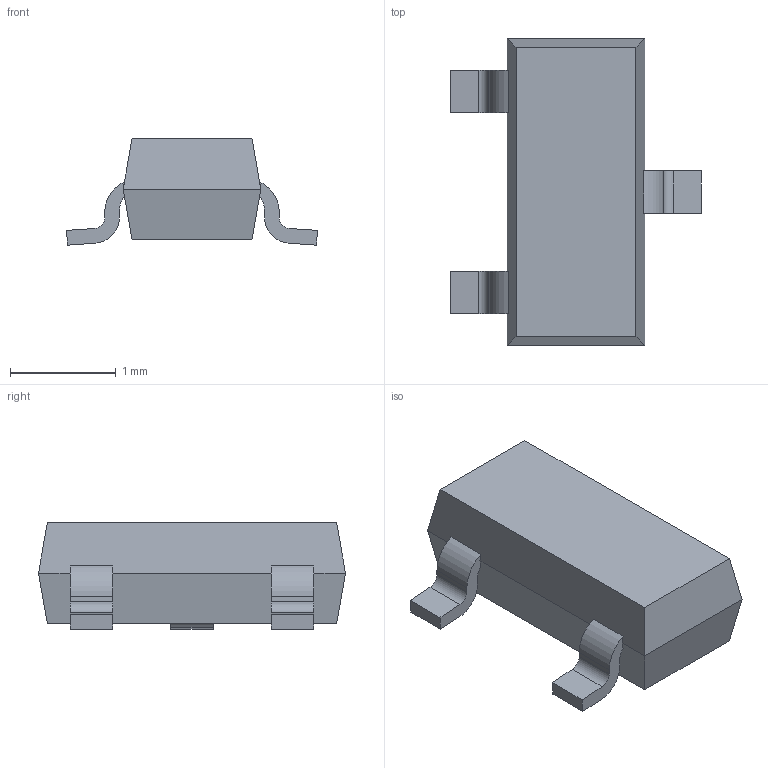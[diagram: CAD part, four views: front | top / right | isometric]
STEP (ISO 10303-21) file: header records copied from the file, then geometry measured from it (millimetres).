
FILE_DESCRIPTION (( 'STEP AP214' ), '1' );
FILE_NAME ('0B72B058-68E2-4451-B6BE-476C9E1E4CDD.STEP', '2009-04-14T12:59:47', ( 'sysAdmin' ), ( 'SolidWorks' ), 'SwSTEP 2.0', 'SolidWorks 2009', '' );
FILE_SCHEMA (( 'AUTOMOTIVE_DESIGN' ));
Length unit declared in the file: millimetre
Products named in the file (1): 0B72B058-68E2-4451-B6BE-476C9E1E4CDD
Bounding box: 2.37 x 2.9 x 1 mm (x, y, z)
Volume: 3.4 mm3; surface area: 16.6 mm2
Topology: 1 solids, 1 shells, 43 faces, 119 edges, 78 vertices
Faces by surface type: plane 31, cylinder 12
Entity records: 1498 total; most frequent: CARTESIAN_POINT 241, ORIENTED_EDGE 238, DIRECTION 231, EDGE_CURVE 119, LINE 95, VECTOR 95, VERTEX_POINT 78, AXIS2_PLACEMENT_3D 68
